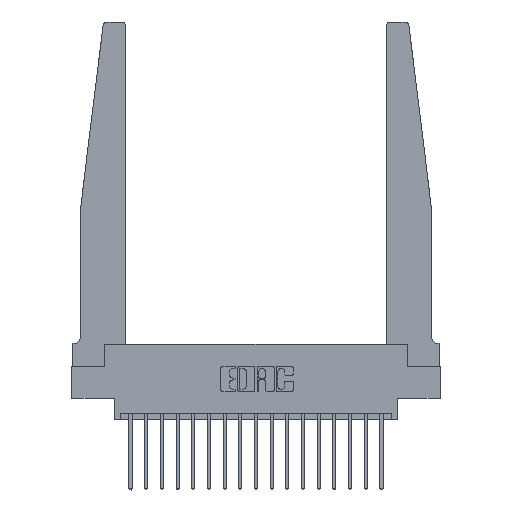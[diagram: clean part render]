
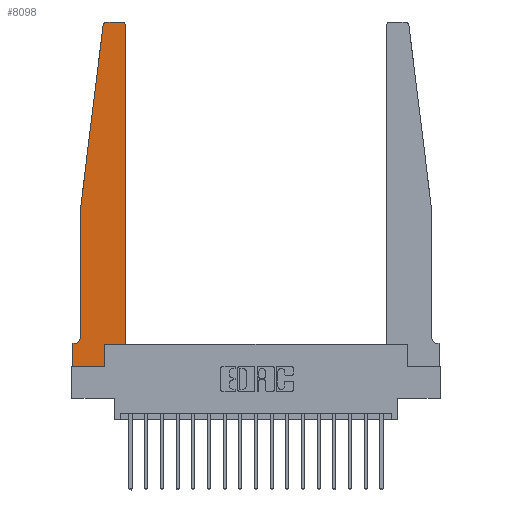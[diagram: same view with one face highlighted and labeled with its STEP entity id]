
A CAD part, top view. The second image highlights one B-rep face of the part: STEP entity #8098.
In plain terms, the highlighted planar face has unit normal (0, 0, 1).
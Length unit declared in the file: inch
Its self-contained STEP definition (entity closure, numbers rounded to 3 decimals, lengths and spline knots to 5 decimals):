
#33 = CARTESIAN_POINT ( 'NONE',  ( 0.425, 0.18, 0.37 ) ) ;
#198 = DIRECTION ( 'NONE',  ( 1., 0., 0. ) ) ;
#363 = VERTEX_POINT ( 'NONE', #11129 ) ;
#383 = EDGE_CURVE ( 'NONE', #17689, #6184, #6678, .T. ) ;
#521 = AXIS2_PLACEMENT_3D ( 'NONE', #6226, #16734, #7743 ) ;
#681 = FACE_OUTER_BOUND ( 'NONE', #18161, .T. ) ;
#1075 = CARTESIAN_POINT ( 'NONE',  ( 0., 0., 0.37 ) ) ;
#1498 = LINE ( 'NONE', #15293, #13504 ) ;
#1970 = VECTOR ( 'NONE', #8524, 39.37008 ) ;
#2277 = CARTESIAN_POINT ( 'NONE',  ( 0.015, 0.1875, 0.37 ) ) ;
#2528 = LINE ( 'NONE', #4191, #17960 ) ;
#2564 = CARTESIAN_POINT ( 'NONE',  ( 0.27653, 2.72, 0.37 ) ) ;
#2658 = CARTESIAN_POINT ( 'NONE',  ( 0.27653, 2.75, 0.37 ) ) ;
#2964 = EDGE_CURVE ( 'NONE', #7148, #2983, #3779, .T. ) ;
#2983 = VERTEX_POINT ( 'NONE', #11631 ) ;
#3327 = LINE ( 'NONE', #7976, #14842 ) ;
#3401 = ORIENTED_EDGE ( 'NONE', *, *, #13543, .T. ) ;
#3481 = ORIENTED_EDGE ( 'NONE', *, *, #11560, .T. ) ;
#3779 = CIRCLE ( 'NONE', #9174, 0.03 ) ;
#3987 = CARTESIAN_POINT ( 'NONE',  ( 0.425, 0.18, 0.37 ) ) ;
#4043 = DIRECTION ( 'NONE',  ( 1., 0., 0. ) ) ;
#4107 = CARTESIAN_POINT ( 'NONE',  ( 0.395, 2.72, 0.37 ) ) ;
#4191 = CARTESIAN_POINT ( 'NONE',  ( 0.425, 0.18, 0.37 ) ) ;
#4696 = EDGE_CURVE ( 'NONE', #9260, #7148, #9983, .T. ) ;
#4808 = ORIENTED_EDGE ( 'NONE', *, *, #12507, .T. ) ;
#5038 = ORIENTED_EDGE ( 'NONE', *, *, #6977, .T. ) ;
#5436 = CIRCLE ( 'NONE', #18828, 0.05 ) ;
#5606 = DIRECTION ( 'NONE',  ( 1., 0., 0. ) ) ;
#5961 = AXIS2_PLACEMENT_3D ( 'NONE', #2564, #13089, #4043 ) ;
#6184 = VERTEX_POINT ( 'NONE', #16797 ) ;
#6226 = CARTESIAN_POINT ( 'NONE',  ( 0., 0.1875, 0.37 ) ) ;
#6401 = EDGE_CURVE ( 'NONE', #6184, #14616, #5436, .T. ) ;
#6457 = DIRECTION ( 'NONE',  ( -0.122, -0.992, 0. ) ) ;
#6678 = LINE ( 'NONE', #17174, #17696 ) ;
#6977 = EDGE_CURVE ( 'NONE', #14616, #17266, #11575, .T. ) ;
#7044 = CARTESIAN_POINT ( 'NONE',  ( 0.24675, 2.72367, 0.37 ) ) ;
#7057 = ORIENTED_EDGE ( 'NONE', *, *, #18596, .T. ) ;
#7148 = VERTEX_POINT ( 'NONE', #17348 ) ;
#7464 = CARTESIAN_POINT ( 'NONE',  ( 0., 0.1875, 0.37 ) ) ;
#7743 = DIRECTION ( 'NONE',  ( 1., 0., 0. ) ) ;
#7976 = CARTESIAN_POINT ( 'NONE',  ( 0.065, 1.25, 0.37 ) ) ;
#8098 = ADVANCED_FACE ( 'NONE', ( #681 ), #15199, .T. ) ;
#8207 = CARTESIAN_POINT ( 'NONE',  ( 0.015, 0.2375, 0.37 ) ) ;
#8524 = DIRECTION ( 'NONE',  ( 0., 1., 0. ) ) ;
#8551 = VECTOR ( 'NONE', #198, 39.37008 ) ;
#8731 = ORIENTED_EDGE ( 'NONE', *, *, #15604, .T. ) ;
#8879 = ORIENTED_EDGE ( 'NONE', *, *, #6401, .T. ) ;
#8885 = CIRCLE ( 'NONE', #5961, 0.03 ) ;
#9081 = ORIENTED_EDGE ( 'NONE', *, *, #17685, .T. ) ;
#9174 = AXIS2_PLACEMENT_3D ( 'NONE', #4107, #14641, #5606 ) ;
#9260 = VERTEX_POINT ( 'NONE', #33 ) ;
#9298 = CARTESIAN_POINT ( 'NONE',  ( 0.25, 2.75, 0.37 ) ) ;
#9326 = DIRECTION ( 'NONE',  ( 0., -1., 0. ) ) ;
#9492 = ORIENTED_EDGE ( 'NONE', *, *, #4696, .T. ) ;
#9744 = DIRECTION ( 'NONE',  ( 0., -1., 0. ) ) ;
#9750 = DIRECTION ( 'NONE',  ( -1., 0., 0. ) ) ;
#9983 = LINE ( 'NONE', #3987, #1970 ) ;
#10609 = LINE ( 'NONE', #11408, #17581 ) ;
#10745 = CARTESIAN_POINT ( 'NONE',  ( 0., 0., 0.37 ) ) ;
#11129 = CARTESIAN_POINT ( 'NONE',  ( 0.2605, 0., 0.37 ) ) ;
#11408 = CARTESIAN_POINT ( 'NONE',  ( 0.2605, 0.18, 0.37 ) ) ;
#11560 = EDGE_CURVE ( 'NONE', #15981, #9260, #2528, .T. ) ;
#11575 = LINE ( 'NONE', #18447, #15076 ) ;
#11631 = CARTESIAN_POINT ( 'NONE',  ( 0.395, 2.75, 0.37 ) ) ;
#11869 = CARTESIAN_POINT ( 'NONE',  ( 0.2605, 0.18, 0.37 ) ) ;
#12507 = EDGE_CURVE ( 'NONE', #2983, #14713, #19324, .T. ) ;
#12723 = VERTEX_POINT ( 'NONE', #7044 ) ;
#13089 = DIRECTION ( 'NONE',  ( 0., 0., 1. ) ) ;
#13157 = ORIENTED_EDGE ( 'NONE', *, *, #16397, .T. ) ;
#13504 = VECTOR ( 'NONE', #9326, 39.37008 ) ;
#13543 = EDGE_CURVE ( 'NONE', #17266, #14686, #1498, .T. ) ;
#13781 = DIRECTION ( 'NONE',  ( -1., 0., 0. ) ) ;
#14486 = DIRECTION ( 'NONE',  ( 0., 1., 0. ) ) ;
#14616 = VERTEX_POINT ( 'NONE', #2277 ) ;
#14641 = DIRECTION ( 'NONE',  ( 0., 0., 1. ) ) ;
#14686 = VERTEX_POINT ( 'NONE', #1075 ) ;
#14713 = VERTEX_POINT ( 'NONE', #2658 ) ;
#14719 = DIRECTION ( 'NONE',  ( 1., 0., 0. ) ) ;
#14842 = VECTOR ( 'NONE', #6457, 39.37008 ) ;
#15076 = VECTOR ( 'NONE', #16967, 39.37008 ) ;
#15199 = PLANE ( 'NONE',  #521 ) ;
#15293 = CARTESIAN_POINT ( 'NONE',  ( 0., 0., 0.37 ) ) ;
#15604 = EDGE_CURVE ( 'NONE', #12723, #17689, #3327, .T. ) ;
#15981 = VERTEX_POINT ( 'NONE', #11869 ) ;
#15999 = CARTESIAN_POINT ( 'NONE',  ( 0.065, 1.25, 0.37 ) ) ;
#16059 = LINE ( 'NONE', #10745, #8551 ) ;
#16397 = EDGE_CURVE ( 'NONE', #363, #15981, #10609, .T. ) ;
#16600 = ORIENTED_EDGE ( 'NONE', *, *, #2964, .T. ) ;
#16734 = DIRECTION ( 'NONE',  ( 0., 0., 1. ) ) ;
#16797 = CARTESIAN_POINT ( 'NONE',  ( 0.065, 0.2375, 0.37 ) ) ;
#16967 = DIRECTION ( 'NONE',  ( -1., 0., 0. ) ) ;
#17174 = CARTESIAN_POINT ( 'NONE',  ( 0.065, 1.25, 0.37 ) ) ;
#17266 = VERTEX_POINT ( 'NONE', #7464 ) ;
#17348 = CARTESIAN_POINT ( 'NONE',  ( 0.425, 2.72, 0.37 ) ) ;
#17581 = VECTOR ( 'NONE', #14486, 39.37008 ) ;
#17685 = EDGE_CURVE ( 'NONE', #14713, #12723, #8885, .T. ) ;
#17689 = VERTEX_POINT ( 'NONE', #15999 ) ;
#17696 = VECTOR ( 'NONE', #9744, 39.37008 ) ;
#17960 = VECTOR ( 'NONE', #14719, 39.37008 ) ;
#18161 = EDGE_LOOP ( 'NONE', ( #4808, #9081, #8731, #19234, #8879, #5038, #3401, #7057, #13157, #3481, #9492, #16600 ) ) ;
#18385 = VECTOR ( 'NONE', #13781, 39.37008 ) ;
#18447 = CARTESIAN_POINT ( 'NONE',  ( 0.065, 0.1875, 0.37 ) ) ;
#18596 = EDGE_CURVE ( 'NONE', #14686, #363, #16059, .T. ) ;
#18662 = DIRECTION ( 'NONE',  ( 0., 0., -1. ) ) ;
#18828 = AXIS2_PLACEMENT_3D ( 'NONE', #8207, #18662, #9750 ) ;
#19234 = ORIENTED_EDGE ( 'NONE', *, *, #383, .T. ) ;
#19324 = LINE ( 'NONE', #9298, #18385 ) ;
